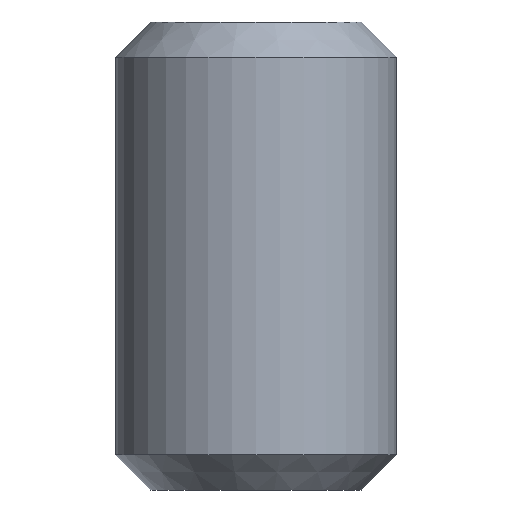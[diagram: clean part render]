
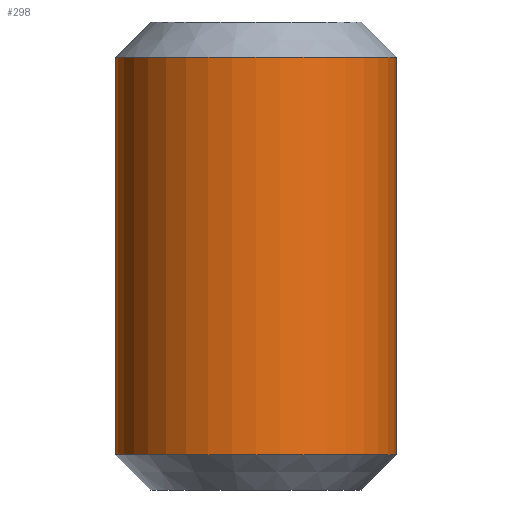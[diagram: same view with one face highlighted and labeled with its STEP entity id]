
A CAD part, left-side view. The second image highlights one B-rep face of the part: STEP entity #298.
In plain terms, the highlighted cylindrical face has radius 3 mm (diameter 6 mm), a partial arc.
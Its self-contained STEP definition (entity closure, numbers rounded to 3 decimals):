
#31=CYLINDRICAL_SURFACE('',#335,3.);
#37=FACE_OUTER_BOUND('',#60,.T.);
#60=EDGE_LOOP('',(#224,#225,#226,#227));
#89=CIRCLE('',#336,3.);
#90=CIRCLE('',#337,3.);
#97=LINE('',#485,#116);
#98=LINE('',#486,#117);
#116=VECTOR('',#383,1000.);
#117=VECTOR('',#384,1000.);
#142=VERTEX_POINT('',#470);
#143=VERTEX_POINT('',#472);
#146=VERTEX_POINT('',#479);
#147=VERTEX_POINT('',#481);
#170=EDGE_CURVE('',#146,#143,#97,.T.);
#171=EDGE_CURVE('',#147,#142,#98,.T.);
#179=EDGE_CURVE('',#146,#147,#89,.T.);
#180=EDGE_CURVE('',#142,#143,#90,.T.);
#224=ORIENTED_EDGE('',*,*,#170,.F.);
#225=ORIENTED_EDGE('',*,*,#179,.T.);
#226=ORIENTED_EDGE('',*,*,#171,.T.);
#227=ORIENTED_EDGE('',*,*,#180,.T.);
#298=ADVANCED_FACE('',(#37),#31,.T.);
#335=AXIS2_PLACEMENT_3D('',#500,#401,#402);
#336=AXIS2_PLACEMENT_3D('',#501,#403,#404);
#337=AXIS2_PLACEMENT_3D('',#502,#405,#406);
#383=DIRECTION('',(0.,0.,1.));
#384=DIRECTION('',(0.,0.,1.));
#401=DIRECTION('center_axis',(0.,0.,1.));
#402=DIRECTION('ref_axis',(0.,-1.,0.));
#403=DIRECTION('center_axis',(0.,0.,1.));
#404=DIRECTION('ref_axis',(0.,-1.,0.));
#405=DIRECTION('center_axis',(0.,0.,-1.));
#406=DIRECTION('ref_axis',(0.,1.,0.));
#470=CARTESIAN_POINT('',(0.,-3.,4.25));
#472=CARTESIAN_POINT('',(0.,3.,4.25));
#479=CARTESIAN_POINT('',(0.,3.,-4.25));
#481=CARTESIAN_POINT('',(0.,-3.,-4.25));
#485=CARTESIAN_POINT('',(0.,3.,5.));
#486=CARTESIAN_POINT('',(0.,-3.,5.));
#500=CARTESIAN_POINT('Origin',(0.,0.,5.));
#501=CARTESIAN_POINT('Origin',(0.,0.,-4.25));
#502=CARTESIAN_POINT('Origin',(0.,0.,4.25));
